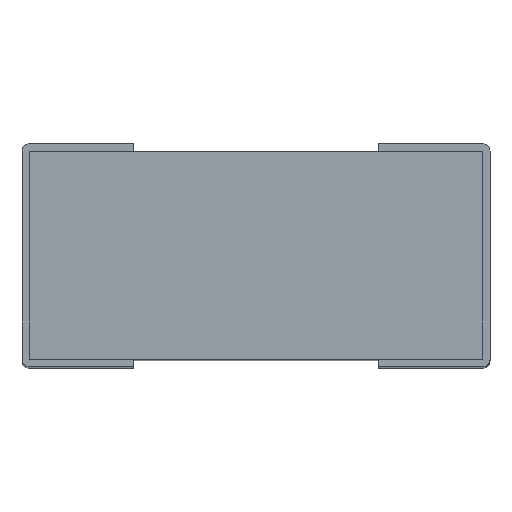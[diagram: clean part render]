
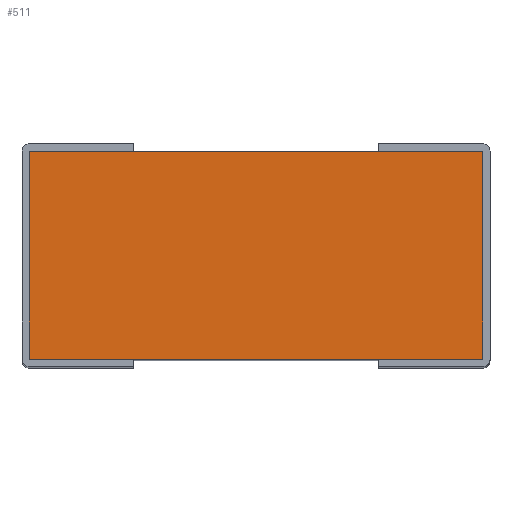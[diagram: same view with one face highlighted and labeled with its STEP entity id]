
A CAD part, top view. The second image highlights one B-rep face of the part: STEP entity #511.
In plain terms, the highlighted planar face has unit normal (0, 0, 1).
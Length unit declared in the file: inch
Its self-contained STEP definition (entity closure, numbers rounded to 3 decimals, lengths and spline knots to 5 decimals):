
#33=FACE_OUTER_BOUND('',#63,.T.);
#63=EDGE_LOOP('',(#356,#357,#358,#359));
#93=LINE('',#737,#157);
#95=LINE('',#741,#159);
#97=LINE('',#745,#161);
#99=LINE('',#748,#163);
#157=VECTOR('',#592,0.061);
#159=VECTOR('',#596,0.028);
#161=VECTOR('',#600,0.061);
#163=VECTOR('',#604,0.028);
#220=VERTEX_POINT('',#734);
#221=VERTEX_POINT('',#736);
#222=VERTEX_POINT('',#740);
#223=VERTEX_POINT('',#744);
#269=EDGE_CURVE('',#221,#220,#93,.T.);
#271=EDGE_CURVE('',#222,#221,#95,.T.);
#273=EDGE_CURVE('',#223,#222,#97,.T.);
#275=EDGE_CURVE('',#220,#223,#99,.T.);
#356=ORIENTED_EDGE('',*,*,#275,.T.);
#357=ORIENTED_EDGE('',*,*,#273,.T.);
#358=ORIENTED_EDGE('',*,*,#271,.T.);
#359=ORIENTED_EDGE('',*,*,#269,.T.);
#485=PLANE('',#548);
#511=ADVANCED_FACE('',(#33),#485,.T.);
#548=AXIS2_PLACEMENT_3D('',#749,#605,#606);
#592=DIRECTION('',(-1.,0.,0.));
#596=DIRECTION('',(0.,1.,0.));
#600=DIRECTION('',(1.,0.,0.));
#604=DIRECTION('',(0.,-1.,0.));
#605=DIRECTION('center_axis',(0.,0.,1.));
#606=DIRECTION('ref_axis',(1.,0.,0.));
#734=CARTESIAN_POINT('',(-0.0305,0.029,0.063));
#736=CARTESIAN_POINT('',(0.0305,0.029,0.063));
#737=CARTESIAN_POINT('',(0.0305,0.029,0.063));
#740=CARTESIAN_POINT('',(0.0305,0.001,0.063));
#741=CARTESIAN_POINT('',(0.0305,0.001,0.063));
#744=CARTESIAN_POINT('',(-0.0305,0.001,0.063));
#745=CARTESIAN_POINT('',(-0.0305,0.001,0.063));
#748=CARTESIAN_POINT('',(-0.0305,0.029,0.063));
#749=CARTESIAN_POINT('Origin',(0.,0.015,0.063));
